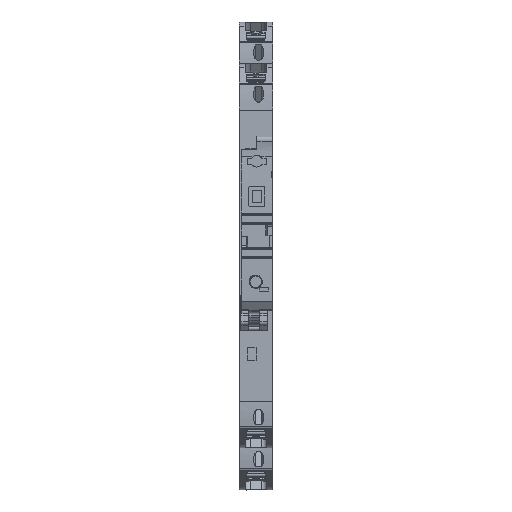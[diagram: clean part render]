
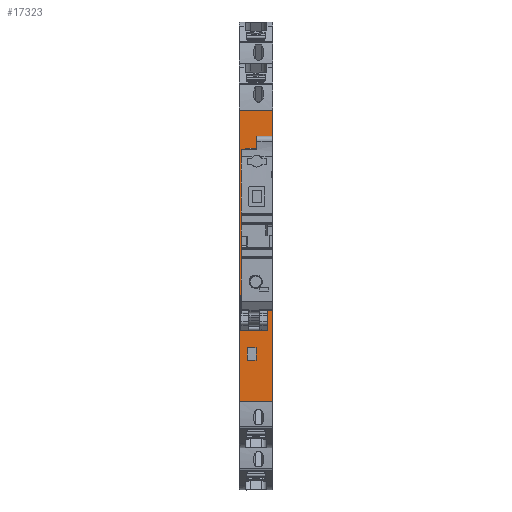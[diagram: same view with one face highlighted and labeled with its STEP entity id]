
A CAD part, top view. The second image highlights one B-rep face of the part: STEP entity #17323.
In plain terms, the highlighted planar face has unit normal (0, 0, 1).
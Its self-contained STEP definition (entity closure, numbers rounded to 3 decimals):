
#17275=AXIS2_PLACEMENT_3D('Plane Axis2P3D',#17272,#17273,#17274) ;
#758=CARTESIAN_POINT('Vertex',(6.4,72.484,62.45)) ;
#761=CARTESIAN_POINT('Line Origine',(6.4,44.684,62.45)) ;
#765=CARTESIAN_POINT('Vertex',(6.4,16.884,62.45)) ;
#1537=CARTESIAN_POINT('Vertex',(3.22,24.734,62.45)) ;
#1540=CARTESIAN_POINT('Line Origine',(3.22,25.934,62.45)) ;
#1544=CARTESIAN_POINT('Vertex',(3.22,27.134,62.45)) ;
#1583=CARTESIAN_POINT('Vertex',(1.52,24.734,62.45)) ;
#1586=CARTESIAN_POINT('Line Origine',(2.37,24.734,62.45)) ;
#1615=CARTESIAN_POINT('Vertex',(1.52,27.134,62.45)) ;
#1618=CARTESIAN_POINT('Line Origine',(1.52,25.934,62.45)) ;
#1641=CARTESIAN_POINT('Line Origine',(2.37,27.134,62.45)) ;
#8313=CARTESIAN_POINT('Line Origine',(1.85,33.783,62.45)) ;
#8317=CARTESIAN_POINT('Vertex',(1.85,31.331,62.45)) ;
#8319=CARTESIAN_POINT('Vertex',(1.85,36.235,62.45)) ;
#8373=CARTESIAN_POINT('Vertex',(3.85,31.331,62.45)) ;
#8376=CARTESIAN_POINT('Line Origine',(1.5,31.331,62.45)) ;
#8397=CARTESIAN_POINT('Vertex',(3.85,36.235,62.45)) ;
#8400=CARTESIAN_POINT('Line Origine',(3.85,33.783,62.45)) ;
#8436=CARTESIAN_POINT('Line Origine',(1.5,36.235,62.45)) ;
#8457=CARTESIAN_POINT('Vertex',(6.35,50.434,62.45)) ;
#8460=CARTESIAN_POINT('Line Origine',(6.35,56.834,62.45)) ;
#8464=CARTESIAN_POINT('Vertex',(6.35,63.234,62.45)) ;
#8543=CARTESIAN_POINT('Vertex',(0.35,63.234,62.45)) ;
#8546=CARTESIAN_POINT('Line Origine',(3.35,63.234,62.45)) ;
#8563=CARTESIAN_POINT('Line Origine',(0.35,56.834,62.45)) ;
#8567=CARTESIAN_POINT('Vertex',(0.35,50.434,62.45)) ;
#8641=CARTESIAN_POINT('Line Origine',(3.35,50.434,62.45)) ;
#8658=CARTESIAN_POINT('Line Origine',(1.8,34.166,62.45)) ;
#8662=CARTESIAN_POINT('Vertex',(1.8,37.184,62.45)) ;
#8664=CARTESIAN_POINT('Vertex',(1.8,31.148,62.45)) ;
#8707=CARTESIAN_POINT('Vertex',(0.3,37.184,62.45)) ;
#8710=CARTESIAN_POINT('Line Origine',(1.05,37.184,62.45)) ;
#8731=CARTESIAN_POINT('Vertex',(0.3,30.484,62.45)) ;
#8734=CARTESIAN_POINT('Line Origine',(0.3,33.834,62.45)) ;
#8765=CARTESIAN_POINT('Line Origine',(2.85,30.484,62.45)) ;
#8769=CARTESIAN_POINT('Vertex',(5.4,30.484,62.45)) ;
#8791=CARTESIAN_POINT('Line Origine',(5.4,33.834,62.45)) ;
#8795=CARTESIAN_POINT('Vertex',(5.4,37.184,62.45)) ;
#8828=CARTESIAN_POINT('Vertex',(3.9,37.184,62.45)) ;
#8831=CARTESIAN_POINT('Line Origine',(4.65,37.184,62.45)) ;
#8852=CARTESIAN_POINT('Vertex',(3.9,31.148,62.45)) ;
#8855=CARTESIAN_POINT('Line Origine',(3.9,34.166,62.45)) ;
#8886=CARTESIAN_POINT('Line Origine',(2.85,31.148,62.45)) ;
#17250=CARTESIAN_POINT('Vertex',(0.,72.484,62.45)) ;
#17253=CARTESIAN_POINT('Line Origine',(3.72,72.484,62.45)) ;
#17272=CARTESIAN_POINT('Axis2P3D Location',(3.21,0.884,62.45)) ;
#17277=CARTESIAN_POINT('Line Origine',(0.,44.684,62.45)) ;
#17281=CARTESIAN_POINT('Vertex',(0.,16.884,62.45)) ;
#17284=CARTESIAN_POINT('Line Origine',(3.2,16.884,62.45)) ;
#762=DIRECTION('Vector Direction',(0.,1.,0.)) ;
#1541=DIRECTION('Vector Direction',(0.,1.,0.)) ;
#1587=DIRECTION('Vector Direction',(-1.,0.,0.)) ;
#1619=DIRECTION('Vector Direction',(0.,-1.,0.)) ;
#1642=DIRECTION('Vector Direction',(1.,0.,0.)) ;
#8314=DIRECTION('Vector Direction',(0.,1.,0.)) ;
#8377=DIRECTION('Vector Direction',(1.,0.,0.)) ;
#8401=DIRECTION('Vector Direction',(0.,1.,0.)) ;
#8437=DIRECTION('Vector Direction',(1.,0.,0.)) ;
#8461=DIRECTION('Vector Direction',(0.,1.,0.)) ;
#8547=DIRECTION('Vector Direction',(-1.,0.,0.)) ;
#8564=DIRECTION('Vector Direction',(0.,1.,0.)) ;
#8642=DIRECTION('Vector Direction',(1.,0.,0.)) ;
#8659=DIRECTION('Vector Direction',(0.,-1.,0.)) ;
#8711=DIRECTION('Vector Direction',(-1.,0.,0.)) ;
#8735=DIRECTION('Vector Direction',(0.,-1.,0.)) ;
#8766=DIRECTION('Vector Direction',(-1.,0.,0.)) ;
#8792=DIRECTION('Vector Direction',(0.,-1.,0.)) ;
#8832=DIRECTION('Vector Direction',(-1.,0.,0.)) ;
#8856=DIRECTION('Vector Direction',(0.,-1.,0.)) ;
#8887=DIRECTION('Vector Direction',(-1.,0.,0.)) ;
#17254=DIRECTION('Vector Direction',(-1.,0.,0.)) ;
#17273=DIRECTION('Axis2P3D Direction',(0.,0.,1.)) ;
#17274=DIRECTION('Axis2P3D XDirection',(0.,1.,0.)) ;
#17278=DIRECTION('Vector Direction',(0.,1.,0.)) ;
#17285=DIRECTION('Vector Direction',(-1.,0.,0.)) ;
#763=VECTOR('Line Direction',#762,1.) ;
#1542=VECTOR('Line Direction',#1541,1.) ;
#1588=VECTOR('Line Direction',#1587,1.) ;
#1620=VECTOR('Line Direction',#1619,1.) ;
#1643=VECTOR('Line Direction',#1642,1.) ;
#8315=VECTOR('Line Direction',#8314,1.) ;
#8378=VECTOR('Line Direction',#8377,1.) ;
#8402=VECTOR('Line Direction',#8401,1.) ;
#8438=VECTOR('Line Direction',#8437,1.) ;
#8462=VECTOR('Line Direction',#8461,1.) ;
#8548=VECTOR('Line Direction',#8547,1.) ;
#8565=VECTOR('Line Direction',#8564,1.) ;
#8643=VECTOR('Line Direction',#8642,1.) ;
#8660=VECTOR('Line Direction',#8659,1.) ;
#8712=VECTOR('Line Direction',#8711,1.) ;
#8736=VECTOR('Line Direction',#8735,1.) ;
#8767=VECTOR('Line Direction',#8766,1.) ;
#8793=VECTOR('Line Direction',#8792,1.) ;
#8833=VECTOR('Line Direction',#8832,1.) ;
#8857=VECTOR('Line Direction',#8856,1.) ;
#8888=VECTOR('Line Direction',#8887,1.) ;
#17255=VECTOR('Line Direction',#17254,1.) ;
#17279=VECTOR('Line Direction',#17278,1.) ;
#17286=VECTOR('Line Direction',#17285,1.) ;
#17290=ORIENTED_EDGE('',*,*,#17257,.F.) ;
#17291=ORIENTED_EDGE('',*,*,#17283,.F.) ;
#17292=ORIENTED_EDGE('',*,*,#17288,.T.) ;
#17293=ORIENTED_EDGE('',*,*,#767,.F.) ;
#17296=ORIENTED_EDGE('',*,*,#8404,.F.) ;
#17297=ORIENTED_EDGE('',*,*,#8380,.F.) ;
#17298=ORIENTED_EDGE('',*,*,#8321,.T.) ;
#17299=ORIENTED_EDGE('',*,*,#8440,.T.) ;
#17302=ORIENTED_EDGE('',*,*,#8466,.T.) ;
#17303=ORIENTED_EDGE('',*,*,#8645,.T.) ;
#17304=ORIENTED_EDGE('',*,*,#8569,.T.) ;
#17305=ORIENTED_EDGE('',*,*,#8550,.T.) ;
#17308=ORIENTED_EDGE('',*,*,#8797,.T.) ;
#17309=ORIENTED_EDGE('',*,*,#8771,.F.) ;
#17310=ORIENTED_EDGE('',*,*,#8738,.F.) ;
#17311=ORIENTED_EDGE('',*,*,#8714,.F.) ;
#17312=ORIENTED_EDGE('',*,*,#8666,.T.) ;
#17313=ORIENTED_EDGE('',*,*,#8890,.F.) ;
#17314=ORIENTED_EDGE('',*,*,#8859,.F.) ;
#17315=ORIENTED_EDGE('',*,*,#8835,.F.) ;
#17318=ORIENTED_EDGE('',*,*,#1546,.F.) ;
#17319=ORIENTED_EDGE('',*,*,#1590,.T.) ;
#17320=ORIENTED_EDGE('',*,*,#1622,.F.) ;
#17321=ORIENTED_EDGE('',*,*,#1645,.T.) ;
#17300=FACE_BOUND('',#17295,.T.) ;
#17306=FACE_BOUND('',#17301,.T.) ;
#17316=FACE_BOUND('',#17307,.T.) ;
#17322=FACE_BOUND('',#17317,.T.) ;
#17323=ADVANCED_FACE('Termseries',(#17294,#17300,#17306,#17316,#17322),#17276,.T.) ;
#767=EDGE_CURVE('',#759,#766,#764,.F.) ;
#1546=EDGE_CURVE('',#1538,#1545,#1543,.T.) ;
#1590=EDGE_CURVE('',#1538,#1584,#1589,.T.) ;
#1622=EDGE_CURVE('',#1616,#1584,#1621,.T.) ;
#1645=EDGE_CURVE('',#1616,#1545,#1644,.T.) ;
#8321=EDGE_CURVE('',#8318,#8320,#8316,.T.) ;
#8380=EDGE_CURVE('',#8318,#8374,#8379,.T.) ;
#8404=EDGE_CURVE('',#8374,#8398,#8403,.T.) ;
#8440=EDGE_CURVE('',#8320,#8398,#8439,.T.) ;
#8466=EDGE_CURVE('',#8465,#8458,#8463,.F.) ;
#8550=EDGE_CURVE('',#8544,#8465,#8549,.F.) ;
#8569=EDGE_CURVE('',#8568,#8544,#8566,.T.) ;
#8645=EDGE_CURVE('',#8458,#8568,#8644,.F.) ;
#8666=EDGE_CURVE('',#8663,#8665,#8661,.T.) ;
#8714=EDGE_CURVE('',#8663,#8708,#8713,.T.) ;
#8738=EDGE_CURVE('',#8708,#8732,#8737,.T.) ;
#8771=EDGE_CURVE('',#8732,#8770,#8768,.F.) ;
#8797=EDGE_CURVE('',#8796,#8770,#8794,.T.) ;
#8835=EDGE_CURVE('',#8796,#8829,#8834,.T.) ;
#8859=EDGE_CURVE('',#8829,#8853,#8858,.T.) ;
#8890=EDGE_CURVE('',#8853,#8665,#8889,.T.) ;
#17257=EDGE_CURVE('',#17251,#759,#17256,.F.) ;
#17283=EDGE_CURVE('',#17282,#17251,#17280,.T.) ;
#17288=EDGE_CURVE('',#17282,#766,#17287,.F.) ;
#17289=EDGE_LOOP('',(#17290,#17291,#17292,#17293)) ;
#17295=EDGE_LOOP('',(#17296,#17297,#17298,#17299)) ;
#17301=EDGE_LOOP('',(#17302,#17303,#17304,#17305)) ;
#17307=EDGE_LOOP('',(#17308,#17309,#17310,#17311,#17312,#17313,#17314,#17315)) ;
#17317=EDGE_LOOP('',(#17318,#17319,#17320,#17321)) ;
#17294=FACE_OUTER_BOUND('',#17289,.T.) ;
#764=LINE('Line',#761,#763) ;
#1543=LINE('Line',#1540,#1542) ;
#1589=LINE('Line',#1586,#1588) ;
#1621=LINE('Line',#1618,#1620) ;
#1644=LINE('Line',#1641,#1643) ;
#8316=LINE('Line',#8313,#8315) ;
#8379=LINE('Line',#8376,#8378) ;
#8403=LINE('Line',#8400,#8402) ;
#8439=LINE('Line',#8436,#8438) ;
#8463=LINE('Line',#8460,#8462) ;
#8549=LINE('Line',#8546,#8548) ;
#8566=LINE('Line',#8563,#8565) ;
#8644=LINE('Line',#8641,#8643) ;
#8661=LINE('Line',#8658,#8660) ;
#8713=LINE('Line',#8710,#8712) ;
#8737=LINE('Line',#8734,#8736) ;
#8768=LINE('Line',#8765,#8767) ;
#8794=LINE('Line',#8791,#8793) ;
#8834=LINE('Line',#8831,#8833) ;
#8858=LINE('Line',#8855,#8857) ;
#8889=LINE('Line',#8886,#8888) ;
#17256=LINE('Line',#17253,#17255) ;
#17280=LINE('Line',#17277,#17279) ;
#17287=LINE('Line',#17284,#17286) ;
#17276=PLANE('',#17275) ;
#759=VERTEX_POINT('',#758) ;
#766=VERTEX_POINT('',#765) ;
#1538=VERTEX_POINT('',#1537) ;
#1545=VERTEX_POINT('',#1544) ;
#1584=VERTEX_POINT('',#1583) ;
#1616=VERTEX_POINT('',#1615) ;
#8318=VERTEX_POINT('',#8317) ;
#8320=VERTEX_POINT('',#8319) ;
#8374=VERTEX_POINT('',#8373) ;
#8398=VERTEX_POINT('',#8397) ;
#8458=VERTEX_POINT('',#8457) ;
#8465=VERTEX_POINT('',#8464) ;
#8544=VERTEX_POINT('',#8543) ;
#8568=VERTEX_POINT('',#8567) ;
#8663=VERTEX_POINT('',#8662) ;
#8665=VERTEX_POINT('',#8664) ;
#8708=VERTEX_POINT('',#8707) ;
#8732=VERTEX_POINT('',#8731) ;
#8770=VERTEX_POINT('',#8769) ;
#8796=VERTEX_POINT('',#8795) ;
#8829=VERTEX_POINT('',#8828) ;
#8853=VERTEX_POINT('',#8852) ;
#17251=VERTEX_POINT('',#17250) ;
#17282=VERTEX_POINT('',#17281) ;
